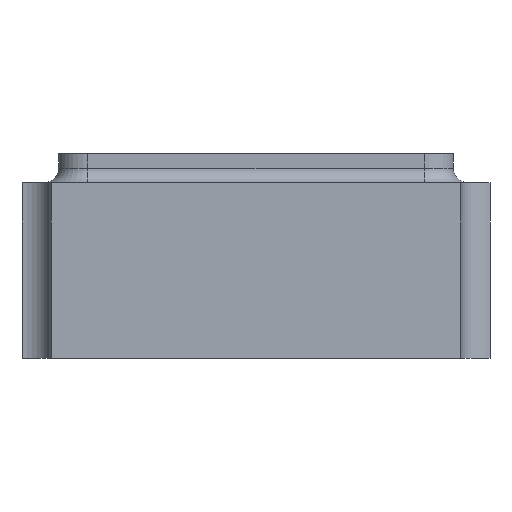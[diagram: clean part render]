
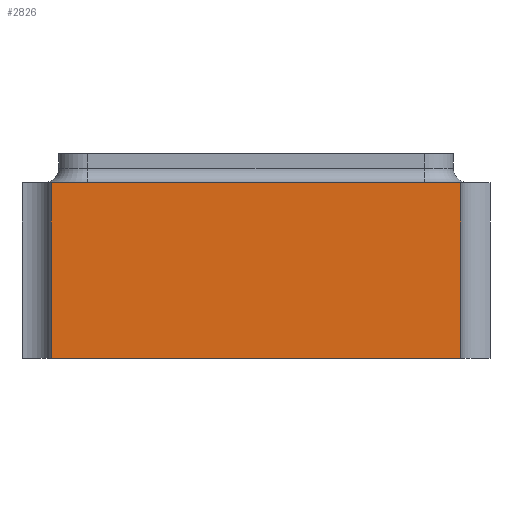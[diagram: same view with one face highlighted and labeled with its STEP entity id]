
A CAD part, front view. The second image highlights one B-rep face of the part: STEP entity #2826.
In plain terms, the highlighted face is planar.
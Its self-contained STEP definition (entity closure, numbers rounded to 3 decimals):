
#230=LINE('',#3567,#329);
#246=LINE('',#3609,#345);
#247=LINE('',#3613,#346);
#248=LINE('',#3615,#347);
#329=VECTOR('',#3142,1000.);
#345=VECTOR('',#3182,1000.);
#346=VECTOR('',#3187,1000.);
#347=VECTOR('',#3188,1000.);
#472=ORIENTED_EDGE('',*,*,#1048,.T.);
#473=ORIENTED_EDGE('',*,*,#1046,.F.);
#474=ORIENTED_EDGE('',*,*,#1025,.F.);
#475=ORIENTED_EDGE('',*,*,#1049,.T.);
#1025=EDGE_CURVE('',#1319,#1320,#230,.T.);
#1046=EDGE_CURVE('',#1320,#1334,#246,.T.);
#1048=EDGE_CURVE('',#1335,#1334,#247,.T.);
#1049=EDGE_CURVE('',#1319,#1335,#248,.T.);
#1319=VERTEX_POINT('',#3566);
#1320=VERTEX_POINT('',#3568);
#1334=VERTEX_POINT('',#3610);
#1335=VERTEX_POINT('',#3614);
#1547=EDGE_LOOP('',(#472,#473,#474,#475));
#1699=FACE_BOUND('',#1547,.T.);
#1848=PLANE('',#2975);
#2826=ADVANCED_FACE('',(#1699),#1848,.F.);
#2975=AXIS2_PLACEMENT_3D('',#3612,#3185,#3186);
#3142=DIRECTION('',(0.,1.,0.));
#3182=DIRECTION('',(0.,0.,-1.));
#3185=DIRECTION('',(-1.,0.,0.));
#3186=DIRECTION('',(0.,0.,1.));
#3187=DIRECTION('',(0.,1.,0.));
#3188=DIRECTION('',(0.,0.,-1.));
#3566=CARTESIAN_POINT('',(1.,-0.7,0.6));
#3567=CARTESIAN_POINT('',(1.,-0.7,0.6));
#3568=CARTESIAN_POINT('',(1.,0.7,0.6));
#3609=CARTESIAN_POINT('',(1.,0.7,0.6));
#3610=CARTESIAN_POINT('',(1.,0.7,0.));
#3612=CARTESIAN_POINT('',(1.,-0.7,0.6));
#3613=CARTESIAN_POINT('',(1.,-0.7,0.));
#3614=CARTESIAN_POINT('',(1.,-0.7,0.));
#3615=CARTESIAN_POINT('',(1.,-0.7,0.6));
